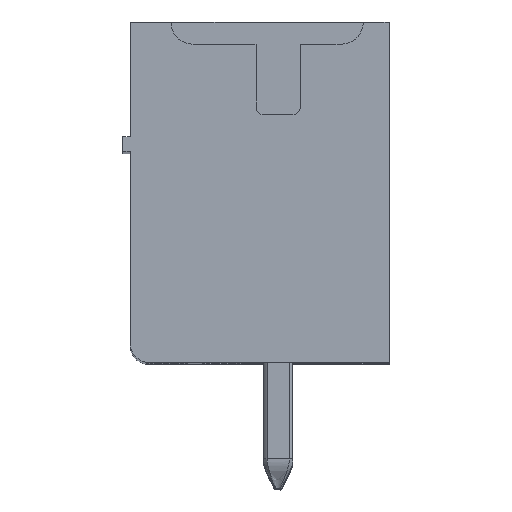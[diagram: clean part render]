
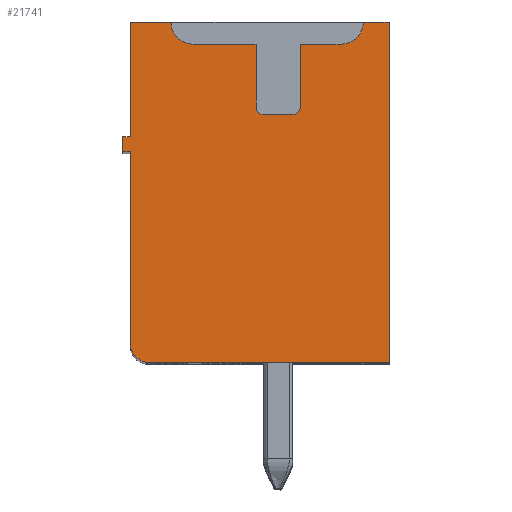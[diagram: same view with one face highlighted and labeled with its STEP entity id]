
A CAD part, top view. The second image highlights one B-rep face of the part: STEP entity #21741.
In plain terms, the highlighted planar face has unit normal (0, 0, 1).
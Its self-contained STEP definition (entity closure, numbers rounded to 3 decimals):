
#780=CARTESIAN_POINT('',(3.,0.,2.35));
#781=VERTEX_POINT('',#780);
#788=CARTESIAN_POINT('',(-3.5,0.,2.35));
#789=VERTEX_POINT('',#788);
#790=CARTESIAN_POINT('',(3.,0.,2.35));
#791=DIRECTION('',(-1.0,0.0,0.0));
#792=VECTOR('',#791,6.5);
#793=LINE('',#790,#792);
#794=EDGE_CURVE('',#781,#789,#793,.T.);
#912=CARTESIAN_POINT('',(-4.,0.5,2.35));
#913=VERTEX_POINT('',#912);
#914=CARTESIAN_POINT('',(-3.5,0.5,2.35));
#915=DIRECTION('',(0.0,0.0,-1.0));
#916=DIRECTION('',(1.0,0.0,0.0));
#917=AXIS2_PLACEMENT_3D('',#914,#915,#916);
#918=CIRCLE('',#917,0.5);
#919=EDGE_CURVE('',#789,#913,#918,.T.);
#2049=CARTESIAN_POINT('',(-4.,9.2,2.35));
#2050=VERTEX_POINT('',#2049);
#2051=CARTESIAN_POINT('',(-2.9,9.2,2.35));
#2052=VERTEX_POINT('',#2051);
#2053=CARTESIAN_POINT('',(-4.,9.2,2.35));
#2054=DIRECTION('',(1.0,0.0,0.0));
#2055=VECTOR('',#2054,1.1);
#2056=LINE('',#2053,#2055);
#2057=EDGE_CURVE('',#2050,#2052,#2056,.T.);
#2075=CARTESIAN_POINT('',(2.3,9.2,2.35));
#2076=VERTEX_POINT('',#2075);
#2083=CARTESIAN_POINT('',(3.0,9.2,2.35));
#2084=VERTEX_POINT('',#2083);
#2085=CARTESIAN_POINT('',(2.3,9.2,2.35));
#2086=DIRECTION('',(1.0,0.0,0.0));
#2087=VECTOR('',#2086,0.7);
#2088=LINE('',#2085,#2087);
#2089=EDGE_CURVE('',#2076,#2084,#2088,.T.);
#18854=CARTESIAN_POINT('',(3.0,9.2,2.35));
#18855=DIRECTION('',(0.0,-1.0,0.0));
#18856=VECTOR('',#18855,9.2);
#18857=LINE('',#18854,#18856);
#18858=EDGE_CURVE('',#2084,#781,#18857,.T.);
#21402=CARTESIAN_POINT('',(-0.6,6.9,2.35));
#21403=VERTEX_POINT('',#21402);
#21410=CARTESIAN_POINT('',(-0.4,6.7,2.35));
#21411=VERTEX_POINT('',#21410);
#21412=CARTESIAN_POINT('',(-0.4,6.9,2.35));
#21413=DIRECTION('',(0.0,0.0,-1.0));
#21414=DIRECTION('',(-0.707,-0.707,0.0));
#21415=AXIS2_PLACEMENT_3D('',#21412,#21413,#21414);
#21416=CIRCLE('',#21415,0.2);
#21417=EDGE_CURVE('',#21403,#21411,#21416,.F.);
#21507=CARTESIAN_POINT('',(0.4,6.7,2.35));
#21508=VERTEX_POINT('',#21507);
#21509=CARTESIAN_POINT('',(0.4,6.7,2.35));
#21510=DIRECTION('',(-1.0,0.0,0.0));
#21511=VECTOR('',#21510,0.8);
#21512=LINE('',#21509,#21511);
#21513=EDGE_CURVE('',#21508,#21411,#21512,.T.);
#21532=CARTESIAN_POINT('',(0.6,6.9,2.35));
#21533=VERTEX_POINT('',#21532);
#21534=CARTESIAN_POINT('',(0.4,6.9,2.35));
#21535=DIRECTION('',(0.0,0.0,-1.));
#21536=DIRECTION('',(0.707,-0.707,0.0));
#21537=AXIS2_PLACEMENT_3D('',#21534,#21535,#21536);
#21538=CIRCLE('',#21537,0.2);
#21539=EDGE_CURVE('',#21508,#21533,#21538,.F.);
#21557=CARTESIAN_POINT('',(-2.3,8.6,2.35));
#21558=VERTEX_POINT('',#21557);
#21559=CARTESIAN_POINT('',(-2.3,9.2,2.35));
#21560=DIRECTION('',(0.0,0.0,-1.0));
#21561=DIRECTION('',(-0.707,-0.707,0.0));
#21562=AXIS2_PLACEMENT_3D('',#21559,#21560,#21561);
#21563=CIRCLE('',#21562,0.6);
#21564=EDGE_CURVE('',#2052,#21558,#21563,.F.);
#21581=CARTESIAN_POINT('',(1.7,8.6,2.35));
#21582=VERTEX_POINT('',#21581);
#21589=CARTESIAN_POINT('',(1.7,9.2,2.35));
#21590=DIRECTION('',(0.0,0.0,-1.));
#21591=DIRECTION('',(0.707,-0.707,0.0));
#21592=AXIS2_PLACEMENT_3D('',#21589,#21590,#21591);
#21593=CIRCLE('',#21592,0.6);
#21594=EDGE_CURVE('',#21582,#2076,#21593,.F.);
#21607=CARTESIAN_POINT('',(0.6,8.6,2.35));
#21608=VERTEX_POINT('',#21607);
#21615=CARTESIAN_POINT('',(1.7,8.6,2.35));
#21616=DIRECTION('',(-1.0,0.0,0.0));
#21617=VECTOR('',#21616,1.1);
#21618=LINE('',#21615,#21617);
#21619=EDGE_CURVE('',#21582,#21608,#21618,.T.);
#21630=CARTESIAN_POINT('',(0.6,8.6,2.35));
#21631=DIRECTION('',(0.0,-1.0,0.0));
#21632=VECTOR('',#21631,1.7);
#21633=LINE('',#21630,#21632);
#21634=EDGE_CURVE('',#21608,#21533,#21633,.T.);
#21648=CARTESIAN_POINT('',(-0.6,8.6,2.35));
#21649=VERTEX_POINT('',#21648);
#21656=CARTESIAN_POINT('',(-0.6,6.9,2.35));
#21657=DIRECTION('',(0.0,1.0,0.0));
#21658=VECTOR('',#21657,1.7);
#21659=LINE('',#21656,#21658);
#21660=EDGE_CURVE('',#21403,#21649,#21659,.T.);
#21671=CARTESIAN_POINT('',(-0.6,8.6,2.35));
#21672=DIRECTION('',(-1.0,0.0,0.0));
#21673=VECTOR('',#21672,1.7);
#21674=LINE('',#21671,#21673);
#21675=EDGE_CURVE('',#21649,#21558,#21674,.T.);
#21682=CARTESIAN_POINT('',(-0.6,4.6,2.35));
#21683=DIRECTION('',(0.0,0.0,1.0));
#21684=DIRECTION('',(1.0,0.0,0.0));
#21685=AXIS2_PLACEMENT_3D('',#21682,#21683,#21684);
#21686=PLANE('',#21685);
#21687=ORIENTED_EDGE('',*,*,#21619,.T.);
#21688=ORIENTED_EDGE('',*,*,#21634,.T.);
#21689=ORIENTED_EDGE('',*,*,#21539,.F.);
#21690=ORIENTED_EDGE('',*,*,#21513,.T.);
#21691=ORIENTED_EDGE('',*,*,#21417,.F.);
#21692=ORIENTED_EDGE('',*,*,#21660,.T.);
#21693=ORIENTED_EDGE('',*,*,#21675,.T.);
#21694=ORIENTED_EDGE('',*,*,#21564,.F.);
#21695=ORIENTED_EDGE('',*,*,#2057,.F.);
#21696=CARTESIAN_POINT('',(-4.0,6.1,2.35));
#21697=VERTEX_POINT('',#21696);
#21698=CARTESIAN_POINT('',(-4.0,6.1,2.35));
#21699=DIRECTION('',(0.0,1.0,0.0));
#21700=VECTOR('',#21699,3.1);
#21701=LINE('',#21698,#21700);
#21702=EDGE_CURVE('',#21697,#2050,#21701,.T.);
#21703=ORIENTED_EDGE('',*,*,#21702,.F.);
#21704=CARTESIAN_POINT('',(-4.2,6.1,2.35));
#21705=VERTEX_POINT('',#21704);
#21706=CARTESIAN_POINT('',(-4.2,6.1,2.35));
#21707=DIRECTION('',(1.0,0.0,0.0));
#21708=VECTOR('',#21707,0.2);
#21709=LINE('',#21706,#21708);
#21710=EDGE_CURVE('',#21705,#21697,#21709,.T.);
#21711=ORIENTED_EDGE('',*,*,#21710,.F.);
#21712=CARTESIAN_POINT('',(-4.2,5.7,2.35));
#21713=VERTEX_POINT('',#21712);
#21714=CARTESIAN_POINT('',(-4.2,5.7,2.35));
#21715=DIRECTION('',(0.0,1.0,0.0));
#21716=VECTOR('',#21715,0.4);
#21717=LINE('',#21714,#21716);
#21718=EDGE_CURVE('',#21713,#21705,#21717,.T.);
#21719=ORIENTED_EDGE('',*,*,#21718,.F.);
#21720=CARTESIAN_POINT('',(-4.0,5.7,2.35));
#21721=VERTEX_POINT('',#21720);
#21722=CARTESIAN_POINT('',(-4.0,5.7,2.35));
#21723=DIRECTION('',(-1.0,0.0,0.0));
#21724=VECTOR('',#21723,0.2);
#21725=LINE('',#21722,#21724);
#21726=EDGE_CURVE('',#21721,#21713,#21725,.T.);
#21727=ORIENTED_EDGE('',*,*,#21726,.F.);
#21728=CARTESIAN_POINT('',(-4.,0.5,2.35));
#21729=DIRECTION('',(0.0,1.0,0.0));
#21730=VECTOR('',#21729,5.2);
#21731=LINE('',#21728,#21730);
#21732=EDGE_CURVE('',#913,#21721,#21731,.T.);
#21733=ORIENTED_EDGE('',*,*,#21732,.F.);
#21734=ORIENTED_EDGE('',*,*,#919,.F.);
#21735=ORIENTED_EDGE('',*,*,#794,.F.);
#21736=ORIENTED_EDGE('',*,*,#18858,.F.);
#21737=ORIENTED_EDGE('',*,*,#2089,.F.);
#21738=ORIENTED_EDGE('',*,*,#21594,.F.);
#21739=EDGE_LOOP('',(#21687,#21688,#21689,#21690,#21691,#21692,#21693,#21694,#21695,#21703,#21711,#21719,#21727,#21733,#21734,#21735,#21736,#21737,#21738));
#21740=FACE_OUTER_BOUND('',#21739,.T.);
#21741=ADVANCED_FACE('',(#21740),#21686,.T.);
